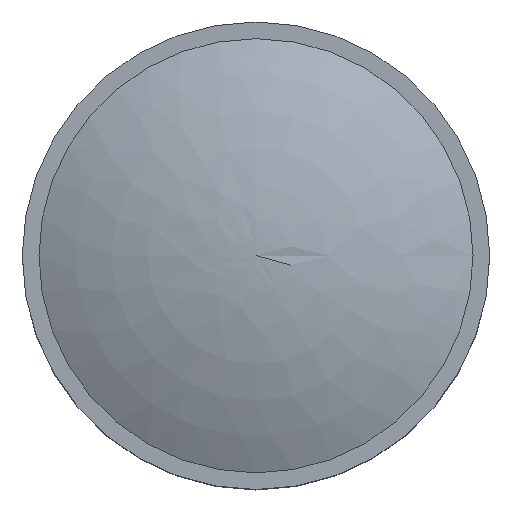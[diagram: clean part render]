
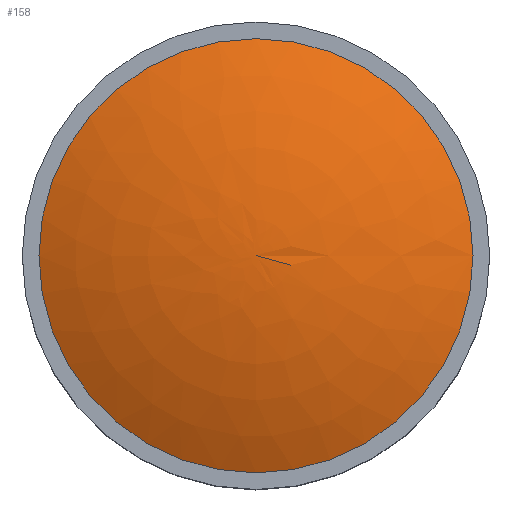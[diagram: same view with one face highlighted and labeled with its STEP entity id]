
A CAD part, top view. The second image highlights one B-rep face of the part: STEP entity #158.
In plain terms, the highlighted free-form (B-spline) face has degree [3, 3] with [15, 4] control points.
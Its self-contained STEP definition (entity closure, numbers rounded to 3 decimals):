
#13=B_SPLINE_CURVE_WITH_KNOTS('',3,(#341,#342,#343,#344),.UNSPECIFIED.,
 .F.,.F.,(4,4),(0.,1.),.UNSPECIFIED.);
#15=B_SPLINE_SURFACE_WITH_KNOTS('',3,3,((#280,#281,#282,#283),(#284,#285,
#286,#287),(#288,#289,#290,#291),(#292,#293,#294,#295),(#296,#297,#298,
#299),(#300,#301,#302,#303),(#304,#305,#306,#307),(#308,#309,#310,#311),
(#312,#313,#314,#315),(#316,#317,#318,#319),(#320,#321,#322,#323),(#324,
#325,#326,#327),(#328,#329,#330,#331),(#332,#333,#334,#335),(#336,#337,
#338,#339)),.UNSPECIFIED.,.T.,.F.,.F.,(4,1,1,1,1,1,1,1,1,1,1,1,4),(4,4),
(0.,0.083,0.167,0.25,0.333,0.417,
0.5,0.583,0.667,0.75,0.833,0.917,
1.),(0.,1.),.UNSPECIFIED.);
#47=FACE_OUTER_BOUND('',#63,.T.);
#63=EDGE_LOOP('',(#137,#138,#139));
#82=CIRCLE('',#196,13.);
#92=VERTEX_POINT('',#278);
#93=VERTEX_POINT('',#340);
#108=EDGE_CURVE('',#92,#92,#82,.T.);
#109=EDGE_CURVE('',#92,#93,#13,.T.);
#137=ORIENTED_EDGE('',*,*,#108,.T.);
#138=ORIENTED_EDGE('',*,*,#109,.T.);
#139=ORIENTED_EDGE('',*,*,#109,.F.);
#158=ADVANCED_FACE('',(#47),#15,.T.);
#196=AXIS2_PLACEMENT_3D('',#279,#241,#242);
#241=DIRECTION('center_axis',(0.,0.,1.));
#242=DIRECTION('ref_axis',(-1.,0.,0.));
#278=CARTESIAN_POINT('',(13.,0.,16.5));
#279=CARTESIAN_POINT('Origin',(0.,0.,16.5));
#280=CARTESIAN_POINT('Ctrl Pts',(13.,0.,16.5));
#281=CARTESIAN_POINT('Ctrl Pts',(8.667,0.,18.5));
#282=CARTESIAN_POINT('Ctrl Pts',(4.333,0.,
19.5));
#283=CARTESIAN_POINT('Ctrl Pts',(0.,0.,19.5));
#284=CARTESIAN_POINT('Ctrl Pts',(13.,2.269,16.5));
#285=CARTESIAN_POINT('Ctrl Pts',(8.665,1.513,18.5));
#286=CARTESIAN_POINT('Ctrl Pts',(4.335,0.756,19.5));
#287=CARTESIAN_POINT('Ctrl Pts',(0.,0.,19.5));
#288=CARTESIAN_POINT('Ctrl Pts',(11.785,6.803,16.5));
#289=CARTESIAN_POINT('Ctrl Pts',(7.858,4.536,18.5));
#290=CARTESIAN_POINT('Ctrl Pts',(3.927,2.267,19.5));
#291=CARTESIAN_POINT('Ctrl Pts',(0.,0.,19.5));
#292=CARTESIAN_POINT('Ctrl Pts',(6.806,11.787,16.5));
#293=CARTESIAN_POINT('Ctrl Pts',(4.538,7.86,18.5));
#294=CARTESIAN_POINT('Ctrl Pts',(2.268,3.928,19.5));
#295=CARTESIAN_POINT('Ctrl Pts',(0.,0.,19.5));
#296=CARTESIAN_POINT('Ctrl Pts',(0.,13.609,
16.5));
#297=CARTESIAN_POINT('Ctrl Pts',(0.,9.071,18.5));
#298=CARTESIAN_POINT('Ctrl Pts',(0.,4.537,
19.5));
#299=CARTESIAN_POINT('Ctrl Pts',(0.,0.,19.5));
#300=CARTESIAN_POINT('Ctrl Pts',(-6.804,11.785,16.5));
#301=CARTESIAN_POINT('Ctrl Pts',(-4.536,7.858,18.5));
#302=CARTESIAN_POINT('Ctrl Pts',(-2.268,3.927,19.5));
#303=CARTESIAN_POINT('Ctrl Pts',(0.,0.,19.5));
#304=CARTESIAN_POINT('Ctrl Pts',(-11.787,6.806,16.5));
#305=CARTESIAN_POINT('Ctrl Pts',(-7.86,4.538,18.5));
#306=CARTESIAN_POINT('Ctrl Pts',(-3.927,2.268,19.5));
#307=CARTESIAN_POINT('Ctrl Pts',(0.,0.,19.5));
#308=CARTESIAN_POINT('Ctrl Pts',(-13.609,0.,
16.5));
#309=CARTESIAN_POINT('Ctrl Pts',(-9.072,0.,
18.5));
#310=CARTESIAN_POINT('Ctrl Pts',(-4.537,0.,
19.5));
#311=CARTESIAN_POINT('Ctrl Pts',(0.,0.,19.5));
#312=CARTESIAN_POINT('Ctrl Pts',(-11.787,-6.806,16.5));
#313=CARTESIAN_POINT('Ctrl Pts',(-7.86,-4.538,18.5));
#314=CARTESIAN_POINT('Ctrl Pts',(-3.927,-2.268,19.5));
#315=CARTESIAN_POINT('Ctrl Pts',(0.,0.,19.5));
#316=CARTESIAN_POINT('Ctrl Pts',(-6.804,-11.785,16.5));
#317=CARTESIAN_POINT('Ctrl Pts',(-4.537,-7.857,18.5));
#318=CARTESIAN_POINT('Ctrl Pts',(-2.267,-3.927,19.5));
#319=CARTESIAN_POINT('Ctrl Pts',(0.,0.,19.5));
#320=CARTESIAN_POINT('Ctrl Pts',(0.,-13.608,
16.5));
#321=CARTESIAN_POINT('Ctrl Pts',(0.,-9.071,
18.5));
#322=CARTESIAN_POINT('Ctrl Pts',(0.,-4.537,
19.5));
#323=CARTESIAN_POINT('Ctrl Pts',(0.,0.,19.5));
#324=CARTESIAN_POINT('Ctrl Pts',(6.804,-11.785,16.5));
#325=CARTESIAN_POINT('Ctrl Pts',(4.536,-7.857,18.5));
#326=CARTESIAN_POINT('Ctrl Pts',(2.268,-3.928,19.5));
#327=CARTESIAN_POINT('Ctrl Pts',(0.,0.,19.5));
#328=CARTESIAN_POINT('Ctrl Pts',(11.787,-6.806,16.5));
#329=CARTESIAN_POINT('Ctrl Pts',(7.86,-4.539,18.5));
#330=CARTESIAN_POINT('Ctrl Pts',(3.927,-2.267,19.5));
#331=CARTESIAN_POINT('Ctrl Pts',(0.,0.,19.5));
#332=CARTESIAN_POINT('Ctrl Pts',(13.,-2.269,16.5));
#333=CARTESIAN_POINT('Ctrl Pts',(8.665,-1.513,18.5));
#334=CARTESIAN_POINT('Ctrl Pts',(4.335,-0.756,19.5));
#335=CARTESIAN_POINT('Ctrl Pts',(0.,0.,19.5));
#336=CARTESIAN_POINT('Ctrl Pts',(13.,0.,16.5));
#337=CARTESIAN_POINT('Ctrl Pts',(8.667,0.,
18.5));
#338=CARTESIAN_POINT('Ctrl Pts',(4.333,0.,
19.5));
#339=CARTESIAN_POINT('Ctrl Pts',(0.,0.,19.5));
#340=CARTESIAN_POINT('',(0.,0.,19.5));
#341=CARTESIAN_POINT('Ctrl Pts',(13.,0.,16.5));
#342=CARTESIAN_POINT('Ctrl Pts',(8.667,0.,
18.5));
#343=CARTESIAN_POINT('Ctrl Pts',(4.333,0.,
19.5));
#344=CARTESIAN_POINT('Ctrl Pts',(0.,0.,19.5));
